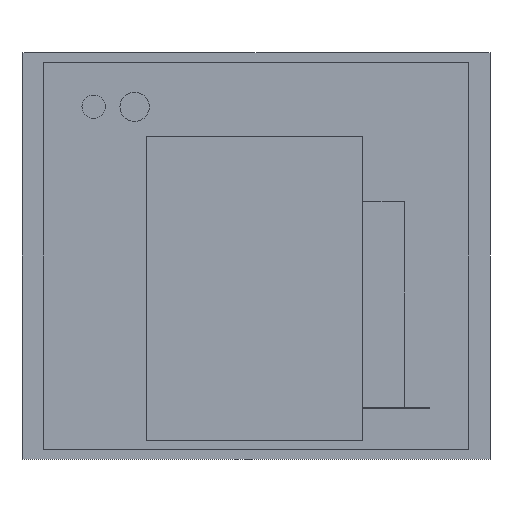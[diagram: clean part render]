
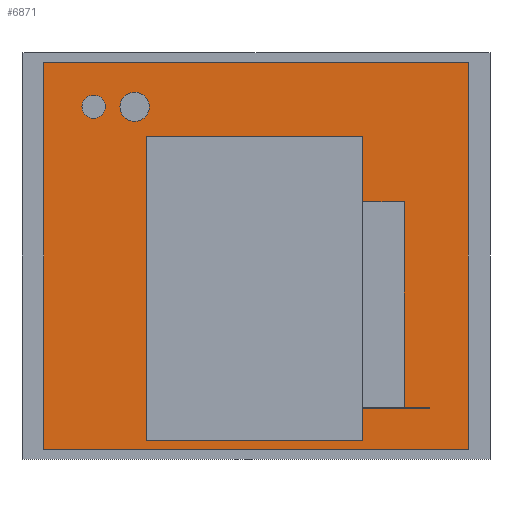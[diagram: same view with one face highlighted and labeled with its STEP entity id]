
A CAD part, front view. The second image highlights one B-rep face of the part: STEP entity #6871.
In plain terms, the highlighted planar face has unit normal (0, -1, 0).
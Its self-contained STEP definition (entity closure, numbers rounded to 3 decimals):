
#56=FACE_BOUND('',#653,.T.);
#57=FACE_BOUND('',#654,.T.);
#68=CIRCLE('',#7328,20.);
#70=CIRCLE('',#7332,25.);
#235=FACE_OUTER_BOUND('',#652,.T.);
#652=EDGE_LOOP('',(#4651,#4652,#4653,#4654));
#653=EDGE_LOOP('',(#4655));
#654=EDGE_LOOP('',(#4656));
#1110=LINE('',#9811,#2024);
#1112=LINE('',#9815,#2026);
#1114=LINE('',#9819,#2028);
#1116=LINE('',#9822,#2030);
#2024=VECTOR('',#7926,10.);
#2026=VECTOR('',#7930,10.);
#2028=VECTOR('',#7934,10.);
#2030=VECTOR('',#7938,10.);
#2896=VERTEX_POINT('',#9737);
#2898=VERTEX_POINT('',#9744);
#2919=VERTEX_POINT('',#9808);
#2920=VERTEX_POINT('',#9810);
#2921=VERTEX_POINT('',#9814);
#2922=VERTEX_POINT('',#9818);
#3561=EDGE_CURVE('',#2896,#2896,#68,.T.);
#3564=EDGE_CURVE('',#2898,#2898,#70,.T.);
#3594=EDGE_CURVE('',#2920,#2919,#1110,.T.);
#3596=EDGE_CURVE('',#2921,#2920,#1112,.T.);
#3598=EDGE_CURVE('',#2922,#2921,#1114,.T.);
#3600=EDGE_CURVE('',#2919,#2922,#1116,.T.);
#4651=ORIENTED_EDGE('',*,*,#3600,.T.);
#4652=ORIENTED_EDGE('',*,*,#3598,.T.);
#4653=ORIENTED_EDGE('',*,*,#3596,.T.);
#4654=ORIENTED_EDGE('',*,*,#3594,.T.);
#4655=ORIENTED_EDGE('',*,*,#3561,.T.);
#4656=ORIENTED_EDGE('',*,*,#3564,.T.);
#6488=PLANE('',#7349);
#6871=ADVANCED_FACE('',(#235,#56,#57),#6488,.T.);
#7328=AXIS2_PLACEMENT_3D('',#9739,#7860,#7861);
#7332=AXIS2_PLACEMENT_3D('',#9746,#7869,#7870);
#7349=AXIS2_PLACEMENT_3D('',#9823,#7939,#7940);
#7860=DIRECTION('center_axis',(0.,1.,0.));
#7861=DIRECTION('ref_axis',(1.,0.,0.));
#7869=DIRECTION('center_axis',(0.,1.,0.));
#7870=DIRECTION('ref_axis',(1.,0.,0.));
#7926=DIRECTION('',(0.,0.,1.));
#7930=DIRECTION('',(1.,0.,0.));
#7934=DIRECTION('',(0.,0.,-1.));
#7938=DIRECTION('',(-1.,0.,0.));
#7939=DIRECTION('center_axis',(0.,-1.,0.));
#7940=DIRECTION('ref_axis',(0.,0.,-1.));
#9737=CARTESIAN_POINT('',(-297.5,-370.,255.));
#9739=CARTESIAN_POINT('Origin',(-277.5,-370.,255.));
#9744=CARTESIAN_POINT('',(-232.5,-370.,255.));
#9746=CARTESIAN_POINT('Origin',(-207.5,-370.,255.));
#9808=CARTESIAN_POINT('',(362.5,-370.,330.));
#9810=CARTESIAN_POINT('',(362.5,-370.,-330.));
#9811=CARTESIAN_POINT('',(362.5,-370.,330.));
#9814=CARTESIAN_POINT('',(-362.5,-370.,-330.));
#9815=CARTESIAN_POINT('',(362.5,-370.,-330.));
#9818=CARTESIAN_POINT('',(-362.5,-370.,330.));
#9819=CARTESIAN_POINT('',(-362.5,-370.,-330.));
#9822=CARTESIAN_POINT('',(-362.5,-370.,330.));
#9823=CARTESIAN_POINT('Origin',(0.,-370.,0.));
